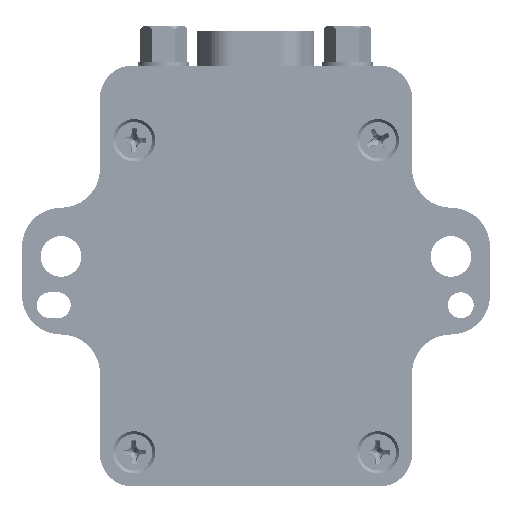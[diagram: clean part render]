
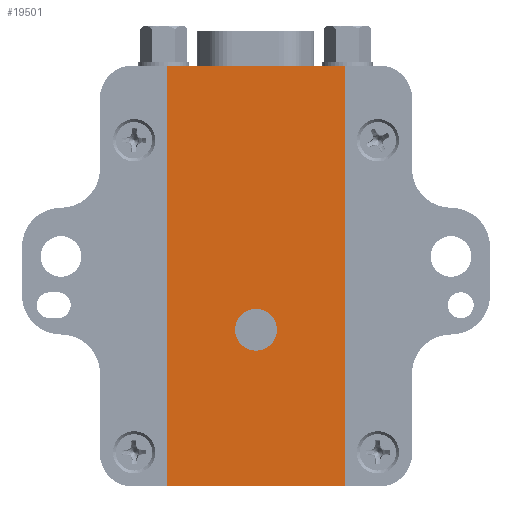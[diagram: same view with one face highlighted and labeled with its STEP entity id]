
A CAD part, front view. The second image highlights one B-rep face of the part: STEP entity #19501.
In plain terms, the highlighted planar face has unit normal (0, -1, 0).
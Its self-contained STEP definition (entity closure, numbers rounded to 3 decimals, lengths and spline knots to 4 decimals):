
#1582=LINE('',#27151,#3054);
#1583=LINE('',#27154,#3055);
#1584=LINE('',#27156,#3056);
#1585=LINE('',#27157,#3057);
#3054=VECTOR('',#22280,1.2952);
#3055=VECTOR('',#22283,0.55);
#3056=VECTOR('',#22284,0.55);
#3057=VECTOR('',#22285,1.2952);
#4524=PLANE('',#20573);
#5066=FACE_BOUND('',#6509,.T.);
#5464=FACE_OUTER_BOUND('',#6508,.T.);
#6508=EDGE_LOOP('',(#13573,#13574,#13575,#13576));
#6509=EDGE_LOOP('',(#13577));
#7945=CIRCLE('',#20570,0.0645);
#8657=VERTEX_POINT('',#27139);
#8660=VERTEX_POINT('',#27145);
#8662=VERTEX_POINT('',#27149);
#8663=VERTEX_POINT('',#27153);
#8664=VERTEX_POINT('',#27155);
#10759=EDGE_CURVE('',#8657,#8657,#7945,.T.);
#10764=EDGE_CURVE('',#8662,#8660,#1582,.T.);
#10765=EDGE_CURVE('',#8660,#8663,#1583,.T.);
#10766=EDGE_CURVE('',#8664,#8662,#1584,.T.);
#10767=EDGE_CURVE('',#8664,#8663,#1585,.T.);
#13573=ORIENTED_EDGE('',*,*,#10765,.F.);
#13574=ORIENTED_EDGE('',*,*,#10764,.F.);
#13575=ORIENTED_EDGE('',*,*,#10766,.F.);
#13576=ORIENTED_EDGE('',*,*,#10767,.T.);
#13577=ORIENTED_EDGE('',*,*,#10759,.T.);
#19501=ADVANCED_FACE('',(#5464,#5066),#4524,.F.);
#20570=AXIS2_PLACEMENT_3D('',#27140,#22271,#22272);
#20573=AXIS2_PLACEMENT_3D('',#27152,#22281,#22282);
#22271=DIRECTION('center_axis',(0.,1.,0.));
#22272=DIRECTION('ref_axis',(1.,0.,0.));
#22280=DIRECTION('',(0.,0.,-1.));
#22281=DIRECTION('center_axis',(0.,1.,0.));
#22282=DIRECTION('ref_axis',(1.,0.,0.));
#22283=DIRECTION('',(-1.,0.,0.));
#22284=DIRECTION('',(1.,0.,0.));
#22285=DIRECTION('',(0.,0.,-1.));
#27139=CARTESIAN_POINT('',(-0.0799,0.01,-0.8135));
#27140=CARTESIAN_POINT('Origin',(-0.0154,0.01,
-0.8135));
#27145=CARTESIAN_POINT('',(0.2596,0.01,-1.2957));
#27149=CARTESIAN_POINT('',(0.2596,0.01,-0.0005));
#27151=CARTESIAN_POINT('',(0.2596,0.01,-0.0005));
#27152=CARTESIAN_POINT('Origin',(-0.2904,0.01,-0.0005));
#27153=CARTESIAN_POINT('',(-0.2904,0.01,-1.2957));
#27154=CARTESIAN_POINT('',(0.0371,0.01,-1.2957));
#27155=CARTESIAN_POINT('',(-0.2904,0.01,-0.0005));
#27156=CARTESIAN_POINT('',(-0.3429,0.01,-0.0005));
#27157=CARTESIAN_POINT('',(-0.2904,0.01,-0.0005));
